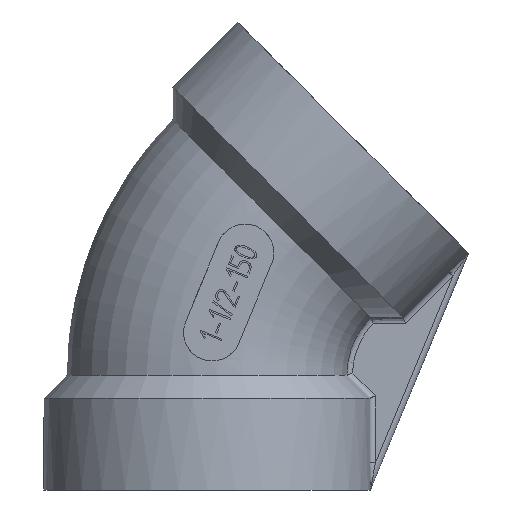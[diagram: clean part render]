
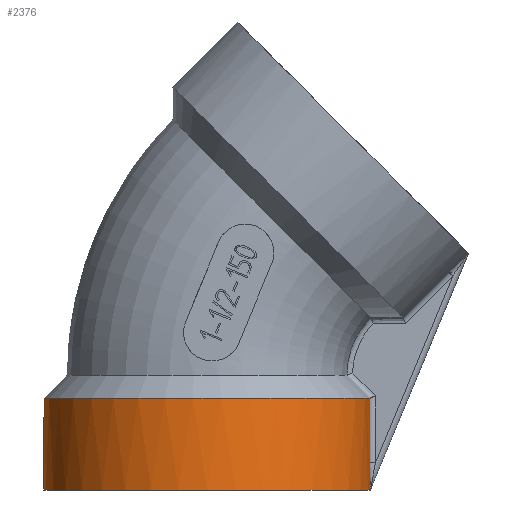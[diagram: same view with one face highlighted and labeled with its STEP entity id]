
A CAD part, front view. The second image highlights one B-rep face of the part: STEP entity #2376.
In plain terms, the highlighted cylindrical face has radius 28.5 mm (diameter 57 mm), a full revolution.
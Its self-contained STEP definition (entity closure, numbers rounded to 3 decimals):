
#52=ELLIPSE('',#2551,99.183,28.5);
#53=ELLIPSE('',#2553,99.183,28.5);
#67=CYLINDRICAL_SURFACE('',#2550,28.5);
#98=CIRCLE('',#2552,28.5);
#99=CIRCLE('',#2554,28.5);
#132=LINE('',#3844,#360);
#133=LINE('',#3865,#361);
#360=VECTOR('',#2746,1000.);
#361=VECTOR('',#2753,1000.);
#635=ORIENTED_EDGE('',*,*,#1337,.T.);
#636=ORIENTED_EDGE('',*,*,#1338,.T.);
#637=ORIENTED_EDGE('',*,*,#1339,.T.);
#638=ORIENTED_EDGE('',*,*,#1340,.T.);
#639=ORIENTED_EDGE('',*,*,#1341,.F.);
#640=ORIENTED_EDGE('',*,*,#1342,.T.);
#641=ORIENTED_EDGE('',*,*,#1343,.T.);
#642=ORIENTED_EDGE('',*,*,#1344,.T.);
#643=ORIENTED_EDGE('',*,*,#1345,.T.);
#644=ORIENTED_EDGE('',*,*,#1346,.T.);
#1337=EDGE_CURVE('',#1687,#1688,#1881,.T.);
#1338=EDGE_CURVE('',#1688,#1689,#132,.T.);
#1339=EDGE_CURVE('',#1689,#1690,#1882,.T.);
#1340=EDGE_CURVE('',#1690,#1691,#52,.F.);
#1341=EDGE_CURVE('',#1691,#1691,#98,.T.);
#1342=EDGE_CURVE('',#1691,#1692,#53,.F.);
#1343=EDGE_CURVE('',#1692,#1693,#1883,.T.);
#1344=EDGE_CURVE('',#1693,#1694,#133,.F.);
#1345=EDGE_CURVE('',#1694,#1695,#1884,.T.);
#1346=EDGE_CURVE('',#1695,#1687,#99,.T.);
#1687=VERTEX_POINT('',#3842);
#1688=VERTEX_POINT('',#3843);
#1689=VERTEX_POINT('',#3845);
#1690=VERTEX_POINT('',#3852);
#1691=VERTEX_POINT('',#3854);
#1692=VERTEX_POINT('',#3857);
#1693=VERTEX_POINT('',#3864);
#1694=VERTEX_POINT('',#3866);
#1695=VERTEX_POINT('',#3871);
#1881=B_SPLINE_CURVE_WITH_KNOTS('',3,(#3838,#3839,#3840,#3841),
 .UNSPECIFIED.,.F.,.F.,(4,4),(0.,0.),
 .UNSPECIFIED.);
#1882=B_SPLINE_CURVE_WITH_KNOTS('',3,(#3846,#3847,#3848,#3849,#3850,#3851),
 .UNSPECIFIED.,.F.,.F.,(4,1,1,4),(0.,0.002,0.004,
0.005),.UNSPECIFIED.);
#1883=B_SPLINE_CURVE_WITH_KNOTS('',3,(#3858,#3859,#3860,#3861,#3862,#3863),
 .UNSPECIFIED.,.F.,.F.,(4,1,1,4),(0.,0.001,0.003,
0.005),.UNSPECIFIED.);
#1884=B_SPLINE_CURVE_WITH_KNOTS('',3,(#3867,#3868,#3869,#3870),
 .UNSPECIFIED.,.F.,.F.,(4,4),(0.,0.),.UNSPECIFIED.);
#1958=EDGE_LOOP('',(#635,#636,#637,#638,#639,#640,#641,#642,#643,#644));
#2126=FACE_BOUND('',#1958,.T.);
#2376=ADVANCED_FACE('',(#2126),#67,.T.);
#2550=AXIS2_PLACEMENT_3D('',#3837,#2744,#2745);
#2551=AXIS2_PLACEMENT_3D('',#3853,#2747,#2748);
#2552=AXIS2_PLACEMENT_3D('',#3855,#2749,#2750);
#2553=AXIS2_PLACEMENT_3D('',#3856,#2751,#2752);
#2554=AXIS2_PLACEMENT_3D('',#3872,#2754,#2755);
#2744=DIRECTION('',(0.,0.,-1.));
#2745=DIRECTION('',(-1.,0.,0.));
#2746=DIRECTION('',(0.,0.,-1.));
#2747=DIRECTION('',(0.958,0.,0.287));
#2748=DIRECTION('',(0.287,0.,-0.958));
#2749=DIRECTION('',(0.,0.,-1.));
#2750=DIRECTION('',(1.,0.,0.));
#2751=DIRECTION('',(0.958,0.,0.287));
#2752=DIRECTION('',(0.287,0.,-0.958));
#2753=DIRECTION('',(0.,0.,-1.));
#2754=DIRECTION('',(0.,0.,-1.));
#2755=DIRECTION('',(-1.,0.,0.));
#3837=CARTESIAN_POINT('',(-36.,0.,20.));
#3838=CARTESIAN_POINT('',(-7.605,2.439,16.));
#3839=CARTESIAN_POINT('',(-7.604,2.431,16.));
#3840=CARTESIAN_POINT('',(-7.603,2.423,16.));
#3841=CARTESIAN_POINT('',(-7.603,2.415,16.));
#3842=CARTESIAN_POINT('',(-7.605,2.439,16.));
#3843=CARTESIAN_POINT('',(-7.603,2.415,16.));
#3844=CARTESIAN_POINT('',(-7.603,2.415,20.));
#3845=CARTESIAN_POINT('',(-7.603,2.415,4.771));
#3846=CARTESIAN_POINT('',(-7.603,2.415,4.771));
#3847=CARTESIAN_POINT('',(-7.603,2.415,3.943));
#3848=CARTESIAN_POINT('',(-7.593,2.317,2.708));
#3849=CARTESIAN_POINT('',(-7.561,1.87,1.115));
#3850=CARTESIAN_POINT('',(-7.536,1.474,0.363));
#3851=CARTESIAN_POINT('',(-7.524,1.167,0.08));
#3852=CARTESIAN_POINT('',(-7.524,1.167,0.08));
#3853=CARTESIAN_POINT('',(-36.,0.,95.));
#3854=CARTESIAN_POINT('',(-7.5,0.,0.));
#3855=CARTESIAN_POINT('',(-36.,0.,0.));
#3856=CARTESIAN_POINT('',(-36.,0.,95.));
#3857=CARTESIAN_POINT('',(-7.524,-1.167,0.08));
#3858=CARTESIAN_POINT('',(-7.524,-1.167,0.08));
#3859=CARTESIAN_POINT('',(-7.536,-1.474,0.363));
#3860=CARTESIAN_POINT('',(-7.561,-1.87,1.115));
#3861=CARTESIAN_POINT('',(-7.593,-2.317,2.708));
#3862=CARTESIAN_POINT('',(-7.603,-2.415,3.943));
#3863=CARTESIAN_POINT('',(-7.603,-2.415,4.771));
#3864=CARTESIAN_POINT('',(-7.603,-2.415,4.771));
#3865=CARTESIAN_POINT('',(-7.603,-2.415,20.));
#3866=CARTESIAN_POINT('',(-7.603,-2.415,16.));
#3867=CARTESIAN_POINT('',(-7.603,-2.415,16.));
#3868=CARTESIAN_POINT('',(-7.603,-2.423,16.));
#3869=CARTESIAN_POINT('',(-7.604,-2.431,16.));
#3870=CARTESIAN_POINT('',(-7.605,-2.439,16.));
#3871=CARTESIAN_POINT('',(-7.605,-2.439,16.));
#3872=CARTESIAN_POINT('',(-36.,0.,16.));
